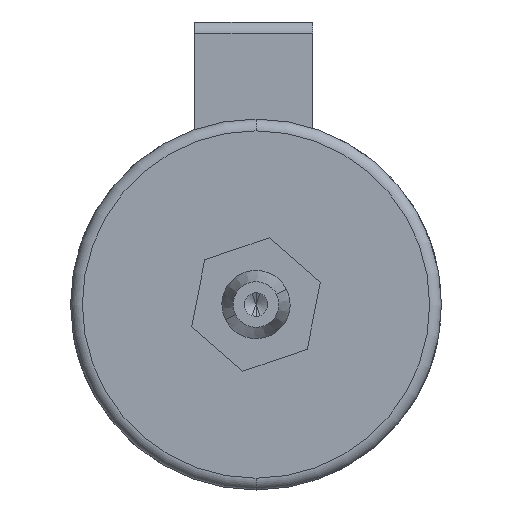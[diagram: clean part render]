
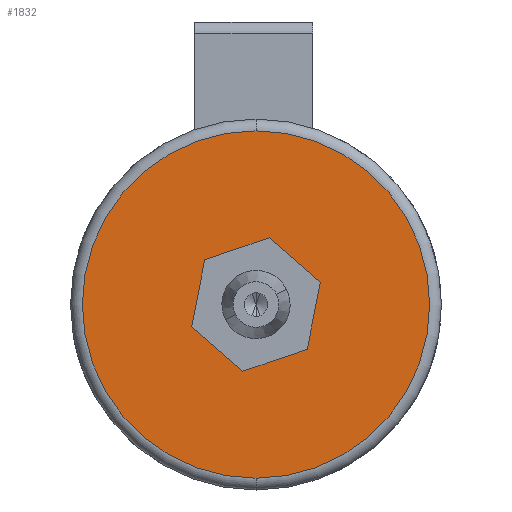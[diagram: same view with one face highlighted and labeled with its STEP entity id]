
A CAD part, front view. The second image highlights one B-rep face of the part: STEP entity #1832.
In plain terms, the highlighted planar face has unit normal (0, -1, 0).
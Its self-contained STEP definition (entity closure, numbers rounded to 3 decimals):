
#47 = ORIENTED_EDGE ( 'NONE', *, *, #1746, .T. ) ;
#135 = DIRECTION ( 'NONE',  ( 0., 1., 0. ) ) ;
#237 = ORIENTED_EDGE ( 'NONE', *, *, #2733, .T. ) ;
#353 = CARTESIAN_POINT ( 'NONE',  ( 0., 0., 0. ) ) ;
#378 = DIRECTION ( 'NONE',  ( 0., -1., 0. ) ) ;
#460 = DIRECTION ( 'NONE',  ( 0., 0., -1. ) ) ;
#528 = PLANE ( 'NONE',  #2413 ) ;
#561 = ORIENTED_EDGE ( 'NONE', *, *, #2701, .F. ) ;
#615 = CARTESIAN_POINT ( 'NONE',  ( 0., 0., -1.25 ) ) ;
#751 = CARTESIAN_POINT ( 'NONE',  ( 0., 0., 0. ) ) ;
#788 = CARTESIAN_POINT ( 'NONE',  ( 0., 0., 7.375 ) ) ;
#849 = CARTESIAN_POINT ( 'NONE',  ( 0., 0., 0. ) ) ;
#854 = CIRCLE ( 'NONE', #1933, 7.375 ) ;
#908 = EDGE_LOOP ( 'NONE', ( #237, #47 ) ) ;
#1024 = DIRECTION ( 'NONE',  ( 0., 0., -1. ) ) ;
#1069 = CARTESIAN_POINT ( 'NONE',  ( 0., 0., 1.25 ) ) ;
#1331 = EDGE_CURVE ( 'NONE', #2669, #1466, #2684, .T. ) ;
#1466 = VERTEX_POINT ( 'NONE', #615 ) ;
#1499 = FACE_BOUND ( 'NONE', #2466, .T. ) ;
#1686 = DIRECTION ( 'NONE',  ( 0., -1., 0. ) ) ;
#1710 = CARTESIAN_POINT ( 'NONE',  ( 0., 0., 0. ) ) ;
#1746 = EDGE_CURVE ( 'NONE', #4047, #3581, #4201, .T. ) ;
#1832 = ADVANCED_FACE ( 'NONE', ( #1499, #2398 ), #528, .F. ) ;
#1933 = AXIS2_PLACEMENT_3D ( 'NONE', #751, #3936, #3034 ) ;
#2138 = CIRCLE ( 'NONE', #2882, 1.25 ) ;
#2335 = DIRECTION ( 'NONE',  ( 0., 0., 1. ) ) ;
#2398 = FACE_OUTER_BOUND ( 'NONE', #908, .T. ) ;
#2413 = AXIS2_PLACEMENT_3D ( 'NONE', #3402, #135, #4063 ) ;
#2466 = EDGE_LOOP ( 'NONE', ( #561, #2641 ) ) ;
#2641 = ORIENTED_EDGE ( 'NONE', *, *, #1331, .F. ) ;
#2669 = VERTEX_POINT ( 'NONE', #1069 ) ;
#2684 = CIRCLE ( 'NONE', #4197, 1.25 ) ;
#2701 = EDGE_CURVE ( 'NONE', #1466, #2669, #2138, .T. ) ;
#2733 = EDGE_CURVE ( 'NONE', #3581, #4047, #854, .T. ) ;
#2882 = AXIS2_PLACEMENT_3D ( 'NONE', #1710, #378, #1024 ) ;
#3034 = DIRECTION ( 'NONE',  ( 0., 0., 1. ) ) ;
#3395 = DIRECTION ( 'NONE',  ( 0., -1., 0. ) ) ;
#3402 = CARTESIAN_POINT ( 'NONE',  ( 0., 0., 0. ) ) ;
#3581 = VERTEX_POINT ( 'NONE', #788 ) ;
#3645 = CARTESIAN_POINT ( 'NONE',  ( 0., 0., -7.375 ) ) ;
#3791 = AXIS2_PLACEMENT_3D ( 'NONE', #353, #1686, #2335 ) ;
#3936 = DIRECTION ( 'NONE',  ( 0., -1., 0. ) ) ;
#4047 = VERTEX_POINT ( 'NONE', #3645 ) ;
#4063 = DIRECTION ( 'NONE',  ( 0., 0., 1. ) ) ;
#4197 = AXIS2_PLACEMENT_3D ( 'NONE', #849, #3395, #460 ) ;
#4201 = CIRCLE ( 'NONE', #3791, 7.375 ) ;
